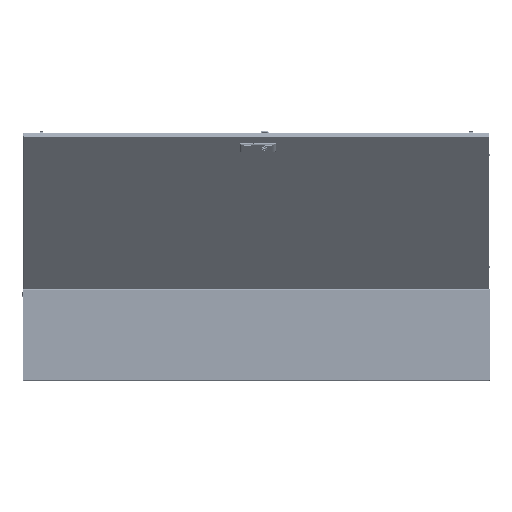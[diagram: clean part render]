
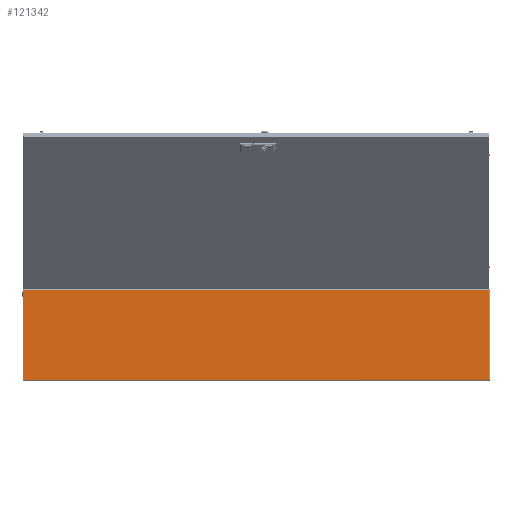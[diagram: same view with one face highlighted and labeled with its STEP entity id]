
A CAD part, front view. The second image highlights one B-rep face of the part: STEP entity #121342.
In plain terms, the highlighted planar face has unit normal (0, -1, 0).
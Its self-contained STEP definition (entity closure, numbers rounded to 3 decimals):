
#2268 = VECTOR ( 'NONE', #32801, 1000. ) ;
#2271 = VECTOR ( 'NONE', #32795, 1000. ) ;
#2272 = VECTOR ( 'NONE', #32780, 1000. ) ;
#2275 = VECTOR ( 'NONE', #32808, 1000. ) ;
#28288 = EDGE_CURVE ( 'NONE', #73913, #73897, #32775, .T. ) ;
#28290 = EDGE_CURVE ( 'NONE', #73908, #73894, #32789, .T. ) ;
#28291 = EDGE_CURVE ( 'NONE', #73897, #73894, #32755, .T. ) ;
#28292 = EDGE_CURVE ( 'NONE', #73913, #73908, #32803, .T. ) ;
#32755 = LINE ( 'NONE', #32797, #2268 ) ;
#32775 = LINE ( 'NONE', #32778, #2272 ) ;
#32778 = CARTESIAN_POINT ( 'NONE',  ( -698.5, -300., 1.5 ) ) ;
#32780 = DIRECTION ( 'NONE',  ( -1., 0., 0. ) ) ;
#32789 = LINE ( 'NONE', #32793, #2271 ) ;
#32793 = CARTESIAN_POINT ( 'NONE',  ( 697.793, -300., 270.5 ) ) ;
#32795 = DIRECTION ( 'NONE',  ( -1., 0., 0. ) ) ;
#32797 = CARTESIAN_POINT ( 'NONE',  ( -698.4, -300., 1.5 ) ) ;
#32801 = DIRECTION ( 'NONE',  ( 0., 0., 1. ) ) ;
#32803 = LINE ( 'NONE', #32806, #2275 ) ;
#32806 = CARTESIAN_POINT ( 'NONE',  ( 698.4, -300., 1.5 ) ) ;
#32808 = DIRECTION ( 'NONE',  ( 0., 0., 1. ) ) ;
#73894 = VERTEX_POINT ( 'NONE', #121789 ) ;
#73897 = VERTEX_POINT ( 'NONE', #121803 ) ;
#73908 = VERTEX_POINT ( 'NONE', #121832 ) ;
#73913 = VERTEX_POINT ( 'NONE', #121843 ) ;
#100452 = AXIS2_PLACEMENT_3D ( 'NONE', #105642, #105665, #105668 ) ;
#103216 = EDGE_LOOP ( 'NONE', ( #136293, #136294, #136295, #136296 ) ) ;
#105642 = CARTESIAN_POINT ( 'NONE',  ( -698.5, -300., 272. ) ) ;
#105653 = FACE_OUTER_BOUND ( 'NONE', #103216, .T. ) ;
#105656 = PLANE ( 'NONE',  #100452 ) ;
#105665 = DIRECTION ( 'NONE',  ( 0., 1., 0. ) ) ;
#105668 = DIRECTION ( 'NONE',  ( 0., 0., 1. ) ) ;
#121342 = ADVANCED_FACE ( 'NONE', ( #105653 ), #105656, .F. ) ;
#121789 = CARTESIAN_POINT ( 'NONE',  ( -698.4, -300., 270.5 ) ) ;
#121803 = CARTESIAN_POINT ( 'NONE',  ( -698.4, -300., 1.5 ) ) ;
#121832 = CARTESIAN_POINT ( 'NONE',  ( 698.4, -300., 270.5 ) ) ;
#121843 = CARTESIAN_POINT ( 'NONE',  ( 698.4, -300., 1.5 ) ) ;
#136293 = ORIENTED_EDGE ( 'NONE', *, *, #28290, .T. ) ;
#136294 = ORIENTED_EDGE ( 'NONE', *, *, #28291, .F. ) ;
#136295 = ORIENTED_EDGE ( 'NONE', *, *, #28288, .F. ) ;
#136296 = ORIENTED_EDGE ( 'NONE', *, *, #28292, .T. ) ;
